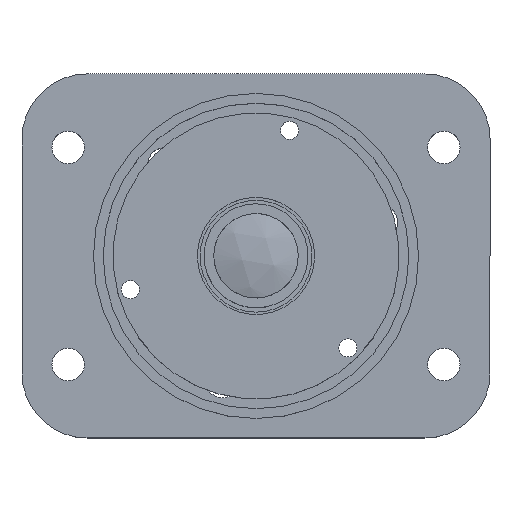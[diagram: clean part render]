
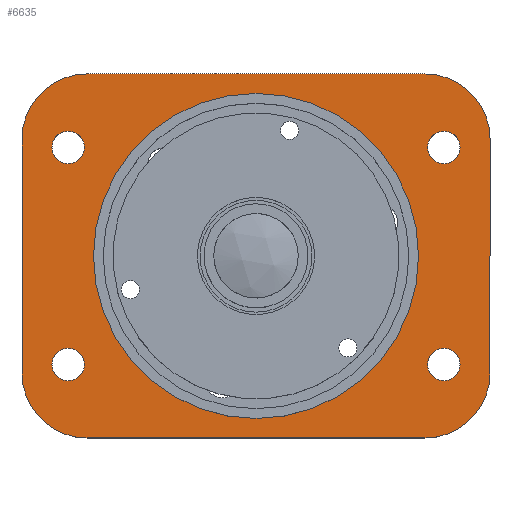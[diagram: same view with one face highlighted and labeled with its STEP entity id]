
A CAD part, top view. The second image highlights one B-rep face of the part: STEP entity #6635.
In plain terms, the highlighted planar face has unit normal (0, 0, 1).
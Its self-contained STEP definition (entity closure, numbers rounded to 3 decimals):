
#7 = VERTEX_POINT ( 'NONE', #4257 ) ;
#70 = EDGE_CURVE ( 'NONE', #5947, #5947, #5804, .T. ) ;
#292 = DIRECTION ( 'NONE',  ( -1., 0., 0. ) ) ;
#310 = VERTEX_POINT ( 'NONE', #5635 ) ;
#361 = AXIS2_PLACEMENT_3D ( 'NONE', #908, #4576, #1425 ) ;
#578 = CARTESIAN_POINT ( 'NONE',  ( -14.45, -8.35, 11.7 ) ) ;
#604 = CARTESIAN_POINT ( 'NONE',  ( 13., -14., 11.7 ) ) ;
#739 = AXIS2_PLACEMENT_3D ( 'NONE', #2776, #6430, #3298 ) ;
#870 = VERTEX_POINT ( 'NONE', #5144 ) ;
#880 = VECTOR ( 'NONE', #2827, 1000. ) ;
#908 = CARTESIAN_POINT ( 'NONE',  ( 13., -9., 11.7 ) ) ;
#978 = VERTEX_POINT ( 'NONE', #3043 ) ;
#1024 = ORIENTED_EDGE ( 'NONE', *, *, #3740, .T. ) ;
#1057 = AXIS2_PLACEMENT_3D ( 'NONE', #578, #4252, #1092 ) ;
#1092 = DIRECTION ( 'NONE',  ( 1., 0., 0. ) ) ;
#1296 = DIRECTION ( 'NONE',  ( 0., 0., 1. ) ) ;
#1364 = EDGE_LOOP ( 'NONE', ( #5905 ) ) ;
#1366 = FACE_BOUND ( 'NONE', #1364, .T. ) ;
#1384 = AXIS2_PLACEMENT_3D ( 'NONE', #1950, #5622, #2462 ) ;
#1415 = VERTEX_POINT ( 'NONE', #6284 ) ;
#1425 = DIRECTION ( 'NONE',  ( 1., 0., 0. ) ) ;
#1666 = CIRCLE ( 'NONE', #739, 1.25 ) ;
#1715 = VERTEX_POINT ( 'NONE', #2365 ) ;
#1950 = CARTESIAN_POINT ( 'NONE',  ( 13., 9., 11.7 ) ) ;
#2003 = CARTESIAN_POINT ( 'NONE',  ( 12.5, 0., 11.7 ) ) ;
#2051 = EDGE_LOOP ( 'NONE', ( #3580, #3742, #3622, #5837, #1024, #4442, #6708, #4385 ) ) ;
#2079 = DIRECTION ( 'NONE',  ( 1., 0., 0. ) ) ;
#2089 = CIRCLE ( 'NONE', #1384, 5. ) ;
#2103 = LINE ( 'NONE', #5955, #880 ) ;
#2188 = DIRECTION ( 'NONE',  ( 0., 0., 1. ) ) ;
#2201 = CARTESIAN_POINT ( 'NONE',  ( -13., -9., 11.7 ) ) ;
#2365 = CARTESIAN_POINT ( 'NONE',  ( 13., 14., 11.7 ) ) ;
#2462 = DIRECTION ( 'NONE',  ( 1., 0., 0. ) ) ;
#2597 = CARTESIAN_POINT ( 'NONE',  ( 0., 0., 11.7 ) ) ;
#2716 = AXIS2_PLACEMENT_3D ( 'NONE', #2201, #5860, #2725 ) ;
#2725 = DIRECTION ( 'NONE',  ( 1., 0., 0. ) ) ;
#2759 = FACE_BOUND ( 'NONE', #5980, .T. ) ;
#2776 = CARTESIAN_POINT ( 'NONE',  ( 14.45, 8.35, 11.7 ) ) ;
#2827 = DIRECTION ( 'NONE',  ( 0., 1., 0. ) ) ;
#2915 = EDGE_CURVE ( 'NONE', #310, #310, #3758, .T. ) ;
#2927 = FACE_BOUND ( 'NONE', #5771, .T. ) ;
#2981 = CARTESIAN_POINT ( 'NONE',  ( 14.45, -8.35, 11.7 ) ) ;
#3043 = CARTESIAN_POINT ( 'NONE',  ( -13., 14., 11.7 ) ) ;
#3051 = ORIENTED_EDGE ( 'NONE', *, *, #2915, .F. ) ;
#3075 = CIRCLE ( 'NONE', #2716, 5. ) ;
#3103 = PLANE ( 'NONE',  #3529 ) ;
#3136 = DIRECTION ( 'NONE',  ( 1., 0., 0. ) ) ;
#3298 = DIRECTION ( 'NONE',  ( 1., 0., 0. ) ) ;
#3332 = LINE ( 'NONE', #3427, #6115 ) ;
#3392 = EDGE_CURVE ( 'NONE', #6089, #7, #4421, .T. ) ;
#3427 = CARTESIAN_POINT ( 'NONE',  ( -18., 14., 11.7 ) ) ;
#3449 = CARTESIAN_POINT ( 'NONE',  ( -13.2, 8.35, 11.7 ) ) ;
#3519 = DIRECTION ( 'NONE',  ( 1., 0., 0. ) ) ;
#3529 = AXIS2_PLACEMENT_3D ( 'NONE', #4163, #5220, #2079 ) ;
#3580 = ORIENTED_EDGE ( 'NONE', *, *, #6723, .T. ) ;
#3622 = ORIENTED_EDGE ( 'NONE', *, *, #6734, .T. ) ;
#3632 = CARTESIAN_POINT ( 'NONE',  ( -13., -14., 11.7 ) ) ;
#3649 = VECTOR ( 'NONE', #6062, 1000. ) ;
#3740 = EDGE_CURVE ( 'NONE', #1415, #5681, #5298, .T. ) ;
#3742 = ORIENTED_EDGE ( 'NONE', *, *, #5810, .T. ) ;
#3758 = CIRCLE ( 'NONE', #6639, 1.25 ) ;
#3821 = ORIENTED_EDGE ( 'NONE', *, *, #6509, .F. ) ;
#3992 = FACE_OUTER_BOUND ( 'NONE', #2051, .T. ) ;
#4062 = VECTOR ( 'NONE', #4323, 1000. ) ;
#4163 = CARTESIAN_POINT ( 'NONE',  ( 0., 0., 11.7 ) ) ;
#4252 = DIRECTION ( 'NONE',  ( 0., 0., 1. ) ) ;
#4257 = CARTESIAN_POINT ( 'NONE',  ( 18., -9., 11.7 ) ) ;
#4323 = DIRECTION ( 'NONE',  ( 0., -1., 0. ) ) ;
#4381 = CARTESIAN_POINT ( 'NONE',  ( -18., -9., 11.7 ) ) ;
#4385 = ORIENTED_EDGE ( 'NONE', *, *, #3392, .T. ) ;
#4389 = EDGE_LOOP ( 'NONE', ( #3821 ) ) ;
#4421 = CIRCLE ( 'NONE', #361, 5. ) ;
#4442 = ORIENTED_EDGE ( 'NONE', *, *, #4838, .T. ) ;
#4453 = CARTESIAN_POINT ( 'NONE',  ( -13., 9., 11.7 ) ) ;
#4491 = EDGE_CURVE ( 'NONE', #870, #870, #1666, .T. ) ;
#4504 = CARTESIAN_POINT ( 'NONE',  ( 18., 9., 11.7 ) ) ;
#4576 = DIRECTION ( 'NONE',  ( 0., 0., 1. ) ) ;
#4647 = CIRCLE ( 'NONE', #1057, 1.25 ) ;
#4667 = EDGE_CURVE ( 'NONE', #6262, #6262, #6508, .T. ) ;
#4818 = AXIS2_PLACEMENT_3D ( 'NONE', #4453, #1296, #4980 ) ;
#4838 = EDGE_CURVE ( 'NONE', #5681, #5171, #3075, .T. ) ;
#4980 = DIRECTION ( 'NONE',  ( 1., 0., 0. ) ) ;
#5048 = EDGE_CURVE ( 'NONE', #5171, #6089, #6594, .T. ) ;
#5070 = VERTEX_POINT ( 'NONE', #4504 ) ;
#5144 = CARTESIAN_POINT ( 'NONE',  ( 15.7, 8.35, 11.7 ) ) ;
#5171 = VERTEX_POINT ( 'NONE', #3632 ) ;
#5220 = DIRECTION ( 'NONE',  ( 0., 0., 1. ) ) ;
#5298 = LINE ( 'NONE', #6520, #4062 ) ;
#5333 = CARTESIAN_POINT ( 'NONE',  ( -14.45, 8.35, 11.7 ) ) ;
#5395 = EDGE_CURVE ( 'NONE', #978, #1415, #6174, .T. ) ;
#5398 = FACE_BOUND ( 'NONE', #5670, .T. ) ;
#5431 = ORIENTED_EDGE ( 'NONE', *, *, #4491, .F. ) ;
#5563 = CARTESIAN_POINT ( 'NONE',  ( -18., -14., 11.7 ) ) ;
#5622 = DIRECTION ( 'NONE',  ( 0., 0., 1. ) ) ;
#5635 = CARTESIAN_POINT ( 'NONE',  ( 15.7, -8.35, 11.7 ) ) ;
#5670 = EDGE_LOOP ( 'NONE', ( #6699 ) ) ;
#5681 = VERTEX_POINT ( 'NONE', #4381 ) ;
#5731 = AXIS2_PLACEMENT_3D ( 'NONE', #5333, #2188, #5848 ) ;
#5771 = EDGE_LOOP ( 'NONE', ( #5431 ) ) ;
#5804 = CIRCLE ( 'NONE', #5731, 1.25 ) ;
#5810 = EDGE_CURVE ( 'NONE', #5070, #1715, #2089, .T. ) ;
#5837 = ORIENTED_EDGE ( 'NONE', *, *, #5395, .T. ) ;
#5848 = DIRECTION ( 'NONE',  ( 1., 0., 0. ) ) ;
#5860 = DIRECTION ( 'NONE',  ( 0., 0., 1. ) ) ;
#5905 = ORIENTED_EDGE ( 'NONE', *, *, #4667, .F. ) ;
#5947 = VERTEX_POINT ( 'NONE', #3449 ) ;
#5955 = CARTESIAN_POINT ( 'NONE',  ( 18., 14., 11.7 ) ) ;
#5980 = EDGE_LOOP ( 'NONE', ( #3051 ) ) ;
#6000 = AXIS2_PLACEMENT_3D ( 'NONE', #2597, #6263, #3136 ) ;
#6062 = DIRECTION ( 'NONE',  ( 1., 0., 0. ) ) ;
#6089 = VERTEX_POINT ( 'NONE', #604 ) ;
#6115 = VECTOR ( 'NONE', #292, 1000. ) ;
#6174 = CIRCLE ( 'NONE', #4818, 5. ) ;
#6228 = CARTESIAN_POINT ( 'NONE',  ( -13.2, -8.35, 11.7 ) ) ;
#6262 = VERTEX_POINT ( 'NONE', #2003 ) ;
#6263 = DIRECTION ( 'NONE',  ( 0., 0., 1. ) ) ;
#6284 = CARTESIAN_POINT ( 'NONE',  ( -18., 9., 11.7 ) ) ;
#6430 = DIRECTION ( 'NONE',  ( 0., 0., 1. ) ) ;
#6508 = CIRCLE ( 'NONE', #6000, 12.5 ) ;
#6509 = EDGE_CURVE ( 'NONE', #6675, #6675, #4647, .T. ) ;
#6520 = CARTESIAN_POINT ( 'NONE',  ( -18., 14., 11.7 ) ) ;
#6594 = LINE ( 'NONE', #5563, #3649 ) ;
#6635 = ADVANCED_FACE ( 'NONE', ( #1366, #2927, #2759, #6760, #5398, #3992 ), #3103, .T. ) ;
#6639 = AXIS2_PLACEMENT_3D ( 'NONE', #2981, #6644, #3519 ) ;
#6644 = DIRECTION ( 'NONE',  ( 0., 0., 1. ) ) ;
#6675 = VERTEX_POINT ( 'NONE', #6228 ) ;
#6699 = ORIENTED_EDGE ( 'NONE', *, *, #70, .F. ) ;
#6708 = ORIENTED_EDGE ( 'NONE', *, *, #5048, .T. ) ;
#6723 = EDGE_CURVE ( 'NONE', #7, #5070, #2103, .T. ) ;
#6734 = EDGE_CURVE ( 'NONE', #1715, #978, #3332, .T. ) ;
#6760 = FACE_BOUND ( 'NONE', #4389, .T. ) ;
